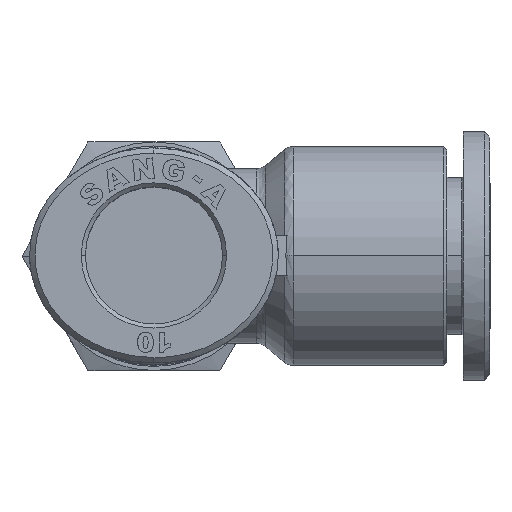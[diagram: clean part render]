
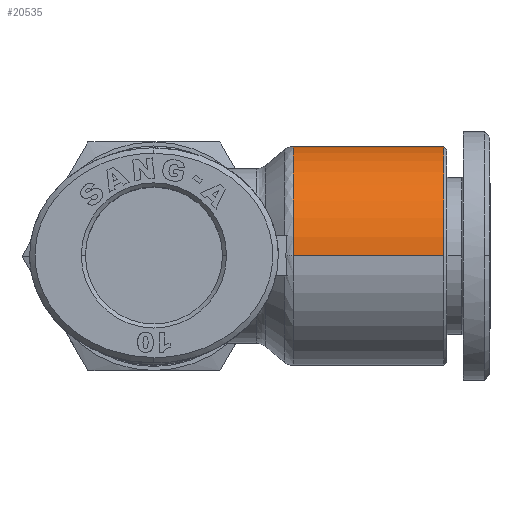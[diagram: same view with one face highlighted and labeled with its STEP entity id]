
A CAD part, top view. The second image highlights one B-rep face of the part: STEP entity #20535.
In plain terms, the highlighted cylindrical face has radius 8.15 mm (diameter 16.3 mm), a partial arc.
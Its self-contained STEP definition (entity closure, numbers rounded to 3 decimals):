
#211 = ORIENTED_EDGE ( 'NONE', *, *, #812, .F. ) ;
#812 = EDGE_CURVE ( 'NONE', #3405, #27335, #17509, .T. ) ;
#2070 = CYLINDRICAL_SURFACE ( 'NONE', #11659, 8.15 ) ;
#2745 = ORIENTED_EDGE ( 'NONE', *, *, #28378, .F. ) ;
#3005 = DIRECTION ( 'NONE',  ( 0., 0., 1. ) ) ;
#3405 = VERTEX_POINT ( 'NONE', #12182 ) ;
#3943 = VERTEX_POINT ( 'NONE', #19179 ) ;
#4048 = DIRECTION ( 'NONE',  ( 1., 0., 0. ) ) ;
#5369 = CARTESIAN_POINT ( 'NONE',  ( 12.317, 0., 0. ) ) ;
#5671 = DIRECTION ( 'NONE',  ( 1., 0., 0. ) ) ;
#6258 = VECTOR ( 'NONE', #13116, 1000. ) ;
#8535 = CARTESIAN_POINT ( 'NONE',  ( 1.126, 0., 0. ) ) ;
#8976 = EDGE_CURVE ( 'NONE', #20160, #3943, #15070, .T. ) ;
#9832 = FACE_OUTER_BOUND ( 'NONE', #12499, .T. ) ;
#9971 = DIRECTION ( 'NONE',  ( 0., 0., 1. ) ) ;
#10742 = CARTESIAN_POINT ( 'NONE',  ( 5.767, 0., 0. ) ) ;
#11659 = AXIS2_PLACEMENT_3D ( 'NONE', #10742, #4048, #17984 ) ;
#12182 = CARTESIAN_POINT ( 'NONE',  ( 12.317, 8.15, 0. ) ) ;
#12499 = EDGE_LOOP ( 'NONE', ( #13877, #27483, #211, #2745, #16642 ) ) ;
#13070 = DIRECTION ( 'NONE',  ( 1., 0., 0. ) ) ;
#13116 = DIRECTION ( 'NONE',  ( 1., 0., 0. ) ) ;
#13154 = DIRECTION ( 'NONE',  ( 1., 0., 0. ) ) ;
#13399 = LINE ( 'NONE', #20025, #29230 ) ;
#13877 = ORIENTED_EDGE ( 'NONE', *, *, #25541, .T. ) ;
#15070 = LINE ( 'NONE', #24835, #6258 ) ;
#16642 = ORIENTED_EDGE ( 'NONE', *, *, #8976, .F. ) ;
#16688 = CIRCLE ( 'NONE', #18722, 8.15 ) ;
#17209 = VERTEX_POINT ( 'NONE', #21234 ) ;
#17509 = CIRCLE ( 'NONE', #18906, 8.15 ) ;
#17984 = DIRECTION ( 'NONE',  ( 0., 0., -1. ) ) ;
#18722 = AXIS2_PLACEMENT_3D ( 'NONE', #5369, #5671, #3005 ) ;
#18906 = AXIS2_PLACEMENT_3D ( 'NONE', #24316, #21640, #9971 ) ;
#19179 = CARTESIAN_POINT ( 'NONE',  ( 12.317, 0., -8.15 ) ) ;
#20025 = CARTESIAN_POINT ( 'NONE',  ( 5.767, 0., 8.15 ) ) ;
#20160 = VERTEX_POINT ( 'NONE', #26414 ) ;
#20535 = ADVANCED_FACE ( 'NONE', ( #9832 ), #2070, .T. ) ;
#21234 = CARTESIAN_POINT ( 'NONE',  ( 1.126, 0., 8.15 ) ) ;
#21640 = DIRECTION ( 'NONE',  ( 1., 0., 0. ) ) ;
#22181 = EDGE_CURVE ( 'NONE', #17209, #27335, #13399, .T. ) ;
#24316 = CARTESIAN_POINT ( 'NONE',  ( 12.317, 0., 0. ) ) ;
#24835 = CARTESIAN_POINT ( 'NONE',  ( 5.767, 0., -8.15 ) ) ;
#25541 = EDGE_CURVE ( 'NONE', #20160, #17209, #26729, .T. ) ;
#26414 = CARTESIAN_POINT ( 'NONE',  ( 1.126, 0., -8.15 ) ) ;
#26511 = CARTESIAN_POINT ( 'NONE',  ( 12.317, 0., 8.15 ) ) ;
#26729 = CIRCLE ( 'NONE', #27586, 8.15 ) ;
#27335 = VERTEX_POINT ( 'NONE', #26511 ) ;
#27483 = ORIENTED_EDGE ( 'NONE', *, *, #22181, .T. ) ;
#27586 = AXIS2_PLACEMENT_3D ( 'NONE', #8535, #13154, #29825 ) ;
#28378 = EDGE_CURVE ( 'NONE', #3943, #3405, #16688, .T. ) ;
#29230 = VECTOR ( 'NONE', #13070, 1000. ) ;
#29825 = DIRECTION ( 'NONE',  ( 0., 0., -1. ) ) ;
